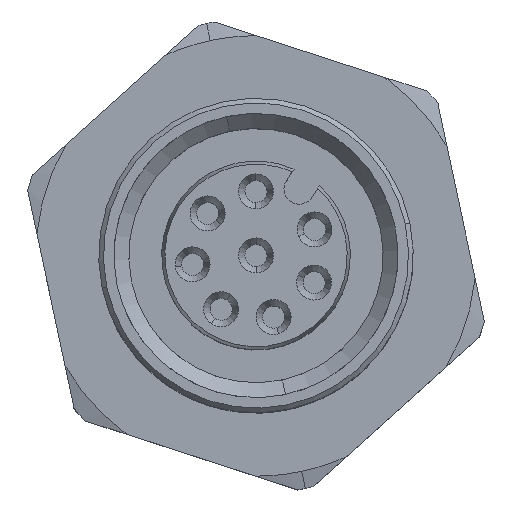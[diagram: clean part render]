
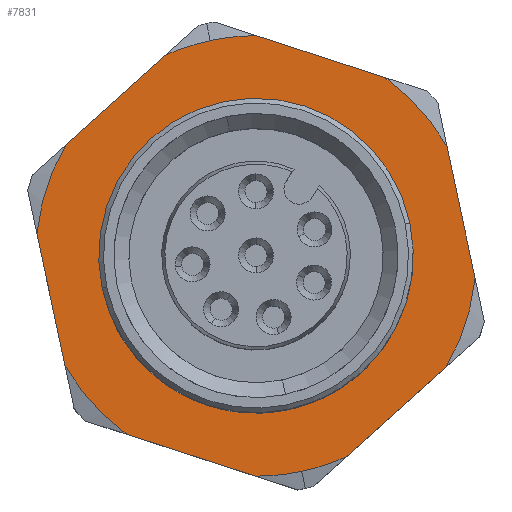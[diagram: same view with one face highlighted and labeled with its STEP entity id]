
A CAD part, top view. The second image highlights one B-rep face of the part: STEP entity #7831.
In plain terms, the highlighted planar face has unit normal (0, 0, 1).
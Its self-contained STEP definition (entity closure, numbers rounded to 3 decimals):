
#7743=AXIS2_PLACEMENT_3D('Circle Axis2P3D',#7741,#7742,$) ;
#7756=AXIS2_PLACEMENT_3D('Plane Axis2P3D',#7753,#7754,#7755) ;
#7760=AXIS2_PLACEMENT_3D('Circle Axis2P3D',#7758,#7759,$) ;
#7765=AXIS2_PLACEMENT_3D('Circle Axis2P3D',#7763,#7764,$) ;
#7772=AXIS2_PLACEMENT_3D('Circle Axis2P3D',#7770,#7771,$) ;
#7777=AXIS2_PLACEMENT_3D('Circle Axis2P3D',#7775,#7776,$) ;
#7782=AXIS2_PLACEMENT_3D('Circle Axis2P3D',#7780,#7781,$) ;
#7787=AXIS2_PLACEMENT_3D('Circle Axis2P3D',#7785,#7786,$) ;
#7794=AXIS2_PLACEMENT_3D('Circle Axis2P3D',#7792,#7793,$) ;
#7815=AXIS2_PLACEMENT_3D('Circle Axis2P3D',#7813,#7814,$) ;
#7824=AXIS2_PLACEMENT_3D('Circle Axis2P3D',#7822,#7823,$) ;
#7185=CARTESIAN_POINT('Vertex',(1.629,14.795,25.9)) ;
#7188=CARTESIAN_POINT('Line Origine',(3.779,16.731,25.9)) ;
#7192=CARTESIAN_POINT('Vertex',(5.929,18.667,25.9)) ;
#7309=CARTESIAN_POINT('Vertex',(9.831,19.496,25.9)) ;
#7312=CARTESIAN_POINT('Line Origine',(12.582,18.602,25.9)) ;
#7316=CARTESIAN_POINT('Vertex',(15.334,17.708,25.9)) ;
#7389=CARTESIAN_POINT('Vertex',(18.003,14.744,25.9)) ;
#7392=CARTESIAN_POINT('Line Origine',(18.605,11.914,25.9)) ;
#7396=CARTESIAN_POINT('Vertex',(19.206,9.084,25.9)) ;
#7479=CARTESIAN_POINT('Vertex',(17.974,5.29,25.9)) ;
#7482=CARTESIAN_POINT('Line Origine',(15.823,3.354,25.9)) ;
#7486=CARTESIAN_POINT('Vertex',(13.673,1.419,25.9)) ;
#7593=CARTESIAN_POINT('Vertex',(9.772,0.589,25.9)) ;
#7596=CARTESIAN_POINT('Line Origine',(7.02,1.483,25.9)) ;
#7600=CARTESIAN_POINT('Vertex',(4.269,2.377,25.9)) ;
#7683=CARTESIAN_POINT('Vertex',(1.599,5.342,25.9)) ;
#7686=CARTESIAN_POINT('Line Origine',(0.998,8.172,25.9)) ;
#7690=CARTESIAN_POINT('Vertex',(0.396,11.002,25.9)) ;
#7741=CARTESIAN_POINT('Axis2P3D Location',(9.801,10.043,25.9)) ;
#7753=CARTESIAN_POINT('Axis2P3D Location',(2.278,-2.178,25.9)) ;
#7758=CARTESIAN_POINT('Axis2P3D Location',(9.801,10.043,25.9)) ;
#7763=CARTESIAN_POINT('Axis2P3D Location',(9.801,10.043,25.9)) ;
#7767=CARTESIAN_POINT('Vertex',(11.767,0.796,25.9)) ;
#7770=CARTESIAN_POINT('Axis2P3D Location',(9.801,10.043,25.9)) ;
#7775=CARTESIAN_POINT('Axis2P3D Location',(9.801,10.043,25.9)) ;
#7780=CARTESIAN_POINT('Axis2P3D Location',(9.801,10.043,25.9)) ;
#7785=CARTESIAN_POINT('Axis2P3D Location',(9.801,10.043,25.9)) ;
#7789=CARTESIAN_POINT('Vertex',(7.836,19.29,25.9)) ;
#7792=CARTESIAN_POINT('Axis2P3D Location',(9.801,10.043,25.9)) ;
#7813=CARTESIAN_POINT('Axis2P3D Location',(9.801,10.043,25.9)) ;
#7817=CARTESIAN_POINT('Vertex',(16.404,11.446,25.9)) ;
#7819=CARTESIAN_POINT('Vertex',(3.199,8.639,25.9)) ;
#7822=CARTESIAN_POINT('Axis2P3D Location',(9.801,10.043,25.9)) ;
#7189=DIRECTION('Vector Direction',(0.743,0.669,0.)) ;
#7313=DIRECTION('Vector Direction',(0.951,-0.309,0.)) ;
#7393=DIRECTION('Vector Direction',(0.208,-0.978,0.)) ;
#7483=DIRECTION('Vector Direction',(-0.743,-0.669,0.)) ;
#7597=DIRECTION('Vector Direction',(-0.951,0.309,0.)) ;
#7687=DIRECTION('Vector Direction',(-0.208,0.978,0.)) ;
#7742=DIRECTION('Axis2P3D Direction',(0.,0.,-1.)) ;
#7754=DIRECTION('Axis2P3D Direction',(0.,0.,1.)) ;
#7755=DIRECTION('Axis2P3D XDirection',(-0.978,-0.208,0.)) ;
#7759=DIRECTION('Axis2P3D Direction',(0.,0.,1.)) ;
#7764=DIRECTION('Axis2P3D Direction',(0.,0.,1.)) ;
#7771=DIRECTION('Axis2P3D Direction',(0.,0.,1.)) ;
#7776=DIRECTION('Axis2P3D Direction',(0.,0.,1.)) ;
#7781=DIRECTION('Axis2P3D Direction',(0.,0.,1.)) ;
#7786=DIRECTION('Axis2P3D Direction',(0.,0.,1.)) ;
#7793=DIRECTION('Axis2P3D Direction',(0.,0.,1.)) ;
#7814=DIRECTION('Axis2P3D Direction',(0.,0.,1.)) ;
#7823=DIRECTION('Axis2P3D Direction',(0.,0.,1.)) ;
#7190=VECTOR('Line Direction',#7189,1.) ;
#7314=VECTOR('Line Direction',#7313,1.) ;
#7394=VECTOR('Line Direction',#7393,1.) ;
#7484=VECTOR('Line Direction',#7483,1.) ;
#7598=VECTOR('Line Direction',#7597,1.) ;
#7688=VECTOR('Line Direction',#7687,1.) ;
#7798=ORIENTED_EDGE('',*,*,#7762,.T.) ;
#7799=ORIENTED_EDGE('',*,*,#7602,.F.) ;
#7800=ORIENTED_EDGE('',*,*,#7769,.T.) ;
#7801=ORIENTED_EDGE('',*,*,#7774,.T.) ;
#7802=ORIENTED_EDGE('',*,*,#7488,.F.) ;
#7803=ORIENTED_EDGE('',*,*,#7779,.T.) ;
#7804=ORIENTED_EDGE('',*,*,#7398,.F.) ;
#7805=ORIENTED_EDGE('',*,*,#7784,.T.) ;
#7806=ORIENTED_EDGE('',*,*,#7318,.F.) ;
#7807=ORIENTED_EDGE('',*,*,#7791,.T.) ;
#7808=ORIENTED_EDGE('',*,*,#7796,.T.) ;
#7809=ORIENTED_EDGE('',*,*,#7194,.F.) ;
#7810=ORIENTED_EDGE('',*,*,#7745,.T.) ;
#7811=ORIENTED_EDGE('',*,*,#7692,.F.) ;
#7828=ORIENTED_EDGE('',*,*,#7821,.F.) ;
#7829=ORIENTED_EDGE('',*,*,#7826,.F.) ;
#7830=FACE_BOUND('',#7827,.T.) ;
#7831=ADVANCED_FACE('Hauptkoerper',(#7812,#7830),#7757,.T.) ;
#7744=CIRCLE('generated circle',#7743,9.454) ;
#7761=CIRCLE('generated circle',#7760,9.454) ;
#7766=CIRCLE('generated circle',#7765,9.454) ;
#7773=CIRCLE('generated circle',#7772,9.454) ;
#7778=CIRCLE('generated circle',#7777,9.454) ;
#7783=CIRCLE('generated circle',#7782,9.454) ;
#7788=CIRCLE('generated circle',#7787,9.454) ;
#7795=CIRCLE('generated circle',#7794,9.454) ;
#7816=CIRCLE('generated circle',#7815,6.75) ;
#7825=CIRCLE('generated circle',#7824,6.75) ;
#7194=EDGE_CURVE('',#7186,#7193,#7191,.T.) ;
#7318=EDGE_CURVE('',#7310,#7317,#7315,.T.) ;
#7398=EDGE_CURVE('',#7390,#7397,#7395,.T.) ;
#7488=EDGE_CURVE('',#7480,#7487,#7485,.T.) ;
#7602=EDGE_CURVE('',#7594,#7601,#7599,.T.) ;
#7692=EDGE_CURVE('',#7684,#7691,#7689,.T.) ;
#7745=EDGE_CURVE('',#7186,#7691,#7744,.F.) ;
#7762=EDGE_CURVE('',#7684,#7601,#7761,.T.) ;
#7769=EDGE_CURVE('',#7594,#7768,#7766,.T.) ;
#7774=EDGE_CURVE('',#7768,#7487,#7773,.T.) ;
#7779=EDGE_CURVE('',#7480,#7397,#7778,.T.) ;
#7784=EDGE_CURVE('',#7390,#7317,#7783,.T.) ;
#7791=EDGE_CURVE('',#7310,#7790,#7788,.T.) ;
#7796=EDGE_CURVE('',#7790,#7193,#7795,.T.) ;
#7821=EDGE_CURVE('',#7818,#7820,#7816,.T.) ;
#7826=EDGE_CURVE('',#7820,#7818,#7825,.T.) ;
#7797=EDGE_LOOP('',(#7798,#7799,#7800,#7801,#7802,#7803,#7804,#7805,#7806,#7807,#7808,#7809,#7810,#7811)) ;
#7827=EDGE_LOOP('',(#7828,#7829)) ;
#7812=FACE_OUTER_BOUND('',#7797,.T.) ;
#7191=LINE('Line',#7188,#7190) ;
#7315=LINE('Line',#7312,#7314) ;
#7395=LINE('Line',#7392,#7394) ;
#7485=LINE('Line',#7482,#7484) ;
#7599=LINE('Line',#7596,#7598) ;
#7689=LINE('Line',#7686,#7688) ;
#7757=PLANE('',#7756) ;
#7186=VERTEX_POINT('',#7185) ;
#7193=VERTEX_POINT('',#7192) ;
#7310=VERTEX_POINT('',#7309) ;
#7317=VERTEX_POINT('',#7316) ;
#7390=VERTEX_POINT('',#7389) ;
#7397=VERTEX_POINT('',#7396) ;
#7480=VERTEX_POINT('',#7479) ;
#7487=VERTEX_POINT('',#7486) ;
#7594=VERTEX_POINT('',#7593) ;
#7601=VERTEX_POINT('',#7600) ;
#7684=VERTEX_POINT('',#7683) ;
#7691=VERTEX_POINT('',#7690) ;
#7768=VERTEX_POINT('',#7767) ;
#7790=VERTEX_POINT('',#7789) ;
#7818=VERTEX_POINT('',#7817) ;
#7820=VERTEX_POINT('',#7819) ;
